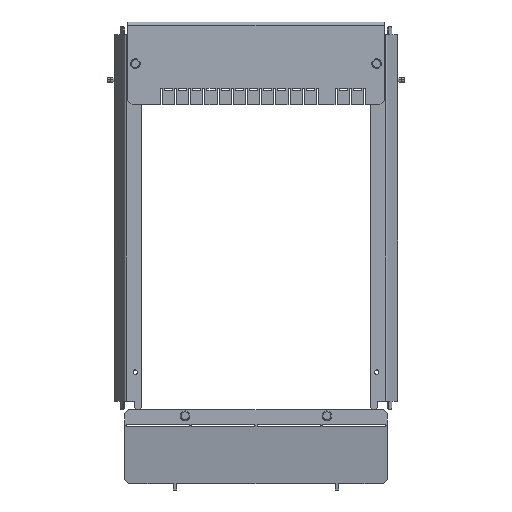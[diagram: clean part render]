
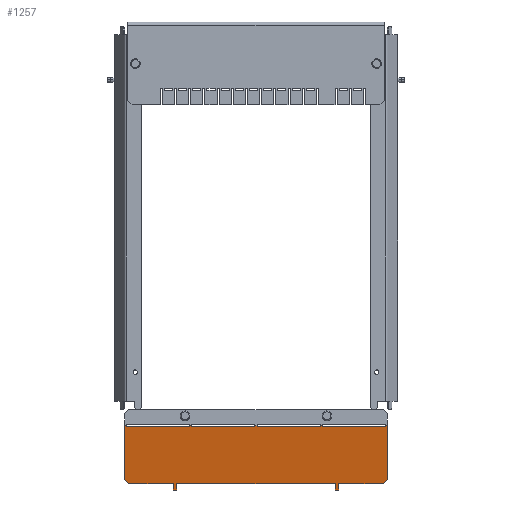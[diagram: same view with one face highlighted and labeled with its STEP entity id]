
A CAD part, top view. The second image highlights one B-rep face of the part: STEP entity #1257.
In plain terms, the highlighted planar face has unit normal (0, -0.174, 0.985).
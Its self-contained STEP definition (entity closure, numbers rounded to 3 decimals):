
#1257=ADVANCED_FACE('',(#2442),#2443,.T.);
#2442=FACE_OUTER_BOUND('',#3612,.T.);
#2443=PLANE('',#3613);
#3612=EDGE_LOOP('',(#6627,#6628,#6629,#6630,#6631,#6632,#6633,#6634,#6635,#6636,#6637,#6638,#6639,#6640,#6641,#6642,#6643,#6644,#6645,#6646,#6647,#6648,#6649,#6650,#6651,#6652,#6653,#6654,#6655,#6656));
#3613=AXIS2_PLACEMENT_3D('',#6657,#6658,#6659);
#6627=ORIENTED_EDGE('',*,*,#8314,.T.);
#6628=ORIENTED_EDGE('',*,*,#8319,.F.);
#6629=ORIENTED_EDGE('',*,*,#8320,.T.);
#6630=ORIENTED_EDGE('',*,*,#8321,.T.);
#6631=ORIENTED_EDGE('',*,*,#8322,.T.);
#6632=ORIENTED_EDGE('',*,*,#8323,.T.);
#6633=ORIENTED_EDGE('',*,*,#8324,.T.);
#6634=ORIENTED_EDGE('',*,*,#8325,.T.);
#6635=ORIENTED_EDGE('',*,*,#8326,.T.);
#6636=ORIENTED_EDGE('',*,*,#8327,.T.);
#6637=ORIENTED_EDGE('',*,*,#8328,.T.);
#6638=ORIENTED_EDGE('',*,*,#8329,.T.);
#6639=ORIENTED_EDGE('',*,*,#8330,.T.);
#6640=ORIENTED_EDGE('',*,*,#8331,.T.);
#6641=ORIENTED_EDGE('',*,*,#8332,.T.);
#6642=ORIENTED_EDGE('',*,*,#8333,.T.);
#6643=ORIENTED_EDGE('',*,*,#8334,.T.);
#6644=ORIENTED_EDGE('',*,*,#8335,.T.);
#6645=ORIENTED_EDGE('',*,*,#8336,.T.);
#6646=ORIENTED_EDGE('',*,*,#8337,.T.);
#6647=ORIENTED_EDGE('',*,*,#8338,.T.);
#6648=ORIENTED_EDGE('',*,*,#8339,.T.);
#6649=ORIENTED_EDGE('',*,*,#8340,.T.);
#6650=ORIENTED_EDGE('',*,*,#8341,.F.);
#6651=ORIENTED_EDGE('',*,*,#8342,.T.);
#6652=ORIENTED_EDGE('',*,*,#8343,.T.);
#6653=ORIENTED_EDGE('',*,*,#8344,.T.);
#6654=ORIENTED_EDGE('',*,*,#8345,.F.);
#6655=ORIENTED_EDGE('',*,*,#8346,.T.);
#6656=ORIENTED_EDGE('',*,*,#8347,.T.);
#6657=CARTESIAN_POINT('',(345.5,39.633,38.451));
#6658=DIRECTION('',(0.0,-0.174,0.985));
#6659=DIRECTION('',(0.0,0.985,0.174));
#8314=EDGE_CURVE('',#10186,#10187,#10188,.T.);
#8319=EDGE_CURVE('',#10195,#10187,#10196,.T.);
#8320=EDGE_CURVE('',#10195,#10197,#10198,.T.);
#8321=EDGE_CURVE('',#10197,#10199,#10200,.T.);
#8322=EDGE_CURVE('',#10199,#10201,#10202,.T.);
#8323=EDGE_CURVE('',#10201,#10203,#10204,.T.);
#8324=EDGE_CURVE('',#10203,#10205,#10206,.T.);
#8325=EDGE_CURVE('',#10205,#10207,#10208,.T.);
#8326=EDGE_CURVE('',#10207,#10209,#10210,.T.);
#8327=EDGE_CURVE('',#10209,#10211,#10212,.T.);
#8328=EDGE_CURVE('',#10211,#10213,#10214,.T.);
#8329=EDGE_CURVE('',#10213,#10215,#10216,.T.);
#8330=EDGE_CURVE('',#10215,#10217,#10218,.T.);
#8331=EDGE_CURVE('',#10217,#10219,#10220,.T.);
#8332=EDGE_CURVE('',#10219,#10221,#10222,.T.);
#8333=EDGE_CURVE('',#10221,#10223,#10224,.T.);
#8334=EDGE_CURVE('',#10223,#10225,#10226,.T.);
#8335=EDGE_CURVE('',#10225,#10227,#10228,.T.);
#8336=EDGE_CURVE('',#10227,#10229,#10230,.T.);
#8337=EDGE_CURVE('',#10229,#10231,#10232,.T.);
#8338=EDGE_CURVE('',#10231,#10233,#10234,.T.);
#8339=EDGE_CURVE('',#10233,#10235,#10236,.T.);
#8340=EDGE_CURVE('',#10235,#10237,#10238,.T.);
#8341=EDGE_CURVE('',#10239,#10237,#10240,.T.);
#8342=EDGE_CURVE('',#10239,#10241,#10242,.T.);
#8343=EDGE_CURVE('',#10241,#10243,#10244,.T.);
#8344=EDGE_CURVE('',#10243,#10245,#10246,.T.);
#8345=EDGE_CURVE('',#10247,#10245,#10248,.T.);
#8346=EDGE_CURVE('',#10247,#10249,#10250,.T.);
#8347=EDGE_CURVE('',#10249,#10186,#10251,.T.);
#10186=VERTEX_POINT('',#12790);
#10187=VERTEX_POINT('',#12791);
#10188=LINE('',#12792,#12793);
#10195=VERTEX_POINT('',#12803);
#10196=LINE('',#12804,#12805);
#10197=VERTEX_POINT('',#12806);
#10198=LINE('',#12807,#12808);
#10199=VERTEX_POINT('',#12809);
#10200=LINE('',#12810,#12811);
#10201=VERTEX_POINT('',#12812);
#10202=LINE('',#12813,#12814);
#10203=VERTEX_POINT('',#12815);
#10204=LINE('',#12816,#12817);
#10205=VERTEX_POINT('',#12818);
#10206=LINE('',#12819,#12820);
#10207=VERTEX_POINT('',#12821);
#10208=LINE('',#12822,#12823);
#10209=VERTEX_POINT('',#12824);
#10210=LINE('',#12825,#12826);
#10211=VERTEX_POINT('',#12827);
#10212=LINE('',#12828,#12829);
#10213=VERTEX_POINT('',#12830);
#10214=LINE('',#12831,#12832);
#10215=VERTEX_POINT('',#12833);
#10216=LINE('',#12834,#12835);
#10217=VERTEX_POINT('',#12836);
#10218=LINE('',#12837,#12838);
#10219=VERTEX_POINT('',#12839);
#10220=LINE('',#12840,#12841);
#10221=VERTEX_POINT('',#12842);
#10222=LINE('',#12843,#12844);
#10223=VERTEX_POINT('',#12845);
#10224=LINE('',#12846,#12847);
#10225=VERTEX_POINT('',#12848);
#10226=LINE('',#12849,#12850);
#10227=VERTEX_POINT('',#12851);
#10228=LINE('',#12852,#12853);
#10229=VERTEX_POINT('',#12854);
#10230=LINE('',#12855,#12856);
#10231=VERTEX_POINT('',#12857);
#10232=LINE('',#12858,#12859);
#10233=VERTEX_POINT('',#12860);
#10234=LINE('',#12861,#12862);
#10235=VERTEX_POINT('',#12863);
#10236=LINE('',#12864,#12865);
#10237=VERTEX_POINT('',#12866);
#10238=LINE('',#12867,#12868);
#10239=VERTEX_POINT('',#12869);
#10240=LINE('',#12870,#12871);
#10241=VERTEX_POINT('',#12872);
#10242=LINE('',#12873,#12874);
#10243=VERTEX_POINT('',#12875);
#10244=LINE('',#12876,#12877);
#10245=VERTEX_POINT('',#12878);
#10246=LINE('',#12879,#12880);
#10247=VERTEX_POINT('',#12881);
#10248=LINE('',#12882,#12883);
#10249=VERTEX_POINT('',#12884);
#10250=LINE('',#12885,#12886);
#10251=LINE('',#12887,#12888);
#12790=CARTESIAN_POINT('',(340.5,7.878,32.852));
#12791=CARTESIAN_POINT('',(345.5,12.802,33.72));
#12792=CARTESIAN_POINT('',(350.543,17.769,34.596));
#12793=VECTOR('',#14472,1.0);
#12803=CARTESIAN_POINT('',(345.5,79.267,45.439));
#12804=CARTESIAN_POINT('',(345.5,79.267,45.439));
#12805=VECTOR('',#14476,1.0);
#12806=CARTESIAN_POINT('',(343.0,79.267,45.439));
#12807=CARTESIAN_POINT('',(345.5,79.267,45.439));
#12808=VECTOR('',#14477,1.0);
#12809=CARTESIAN_POINT('',(343.0,78.292,45.267));
#12810=CARTESIAN_POINT('',(343.0,59.581,41.968));
#12811=VECTOR('',#14478,1.0);
#12812=CARTESIAN_POINT('',(265.12,78.292,45.267));
#12813=CARTESIAN_POINT('',(344.25,78.292,45.267));
#12814=VECTOR('',#14479,1.0);
#12815=CARTESIAN_POINT('',(265.12,79.267,45.439));
#12816=CARTESIAN_POINT('',(265.12,59.581,41.968));
#12817=VECTOR('',#14480,1.0);
#12818=CARTESIAN_POINT('',(262.62,79.267,45.439));
#12819=CARTESIAN_POINT('',(345.5,79.267,45.439));
#12820=VECTOR('',#14481,1.0);
#12821=CARTESIAN_POINT('',(262.62,78.292,45.267));
#12822=CARTESIAN_POINT('',(262.62,59.581,41.968));
#12823=VECTOR('',#14482,1.0);
#12824=CARTESIAN_POINT('',(184.74,78.292,45.267));
#12825=CARTESIAN_POINT('',(304.06,78.292,45.267));
#12826=VECTOR('',#14483,1.0);
#12827=CARTESIAN_POINT('',(184.74,79.267,45.439));
#12828=CARTESIAN_POINT('',(184.74,59.581,41.968));
#12829=VECTOR('',#14484,1.0);
#12830=CARTESIAN_POINT('',(182.24,79.267,45.439));
#12831=CARTESIAN_POINT('',(345.5,79.267,45.439));
#12832=VECTOR('',#14485,1.0);
#12833=CARTESIAN_POINT('',(182.24,78.292,45.267));
#12834=CARTESIAN_POINT('',(182.24,59.581,41.968));
#12835=VECTOR('',#14486,1.0);
#12836=CARTESIAN_POINT('',(104.36,78.292,45.267));
#12837=CARTESIAN_POINT('',(263.87,78.292,45.267));
#12838=VECTOR('',#14487,1.0);
#12839=CARTESIAN_POINT('',(104.36,79.267,45.439));
#12840=CARTESIAN_POINT('',(104.36,59.581,41.968));
#12841=VECTOR('',#14488,1.0);
#12842=CARTESIAN_POINT('',(101.86,79.267,45.439));
#12843=CARTESIAN_POINT('',(345.5,79.267,45.439));
#12844=VECTOR('',#14489,1.0);
#12845=CARTESIAN_POINT('',(101.86,78.292,45.267));
#12846=CARTESIAN_POINT('',(101.86,59.581,41.968));
#12847=VECTOR('',#14490,1.0);
#12848=CARTESIAN_POINT('',(23.98,78.292,45.267));
#12849=CARTESIAN_POINT('',(223.68,78.292,45.267));
#12850=VECTOR('',#14491,1.0);
#12851=CARTESIAN_POINT('',(23.98,79.267,45.439));
#12852=CARTESIAN_POINT('',(23.98,59.581,41.968));
#12853=VECTOR('',#14492,1.0);
#12854=CARTESIAN_POINT('',(21.5,79.267,45.439));
#12855=CARTESIAN_POINT('',(345.5,79.267,45.439));
#12856=VECTOR('',#14493,1.0);
#12857=CARTESIAN_POINT('',(21.5,12.802,33.72));
#12858=CARTESIAN_POINT('',(21.5,79.267,45.439));
#12859=VECTOR('',#14494,1.0);
#12860=CARTESIAN_POINT('',(26.5,7.878,32.852));
#12861=CARTESIAN_POINT('',(97.457,-62.,20.53));
#12862=VECTOR('',#14495,1.0);
#12863=CARTESIAN_POINT('',(81.5,7.878,32.852));
#12864=CARTESIAN_POINT('',(184.75,7.878,32.852));
#12865=VECTOR('',#14496,1.0);
#12866=CARTESIAN_POINT('',(81.5,0.0,31.462));
#12867=CARTESIAN_POINT('',(81.5,21.294,35.217));
#12868=VECTOR('',#14497,1.0);
#12869=CARTESIAN_POINT('',(85.5,0.0,31.462));
#12870=CARTESIAN_POINT('',(345.5,0.0,31.462));
#12871=VECTOR('',#14498,1.0);
#12872=CARTESIAN_POINT('',(85.5,7.878,32.852));
#12873=CARTESIAN_POINT('',(85.5,21.294,35.217));
#12874=VECTOR('',#14499,1.0);
#12875=CARTESIAN_POINT('',(281.5,7.878,32.852));
#12876=CARTESIAN_POINT('',(264.5,7.878,32.852));
#12877=VECTOR('',#14500,1.0);
#12878=CARTESIAN_POINT('',(281.5,0.0,31.462));
#12879=CARTESIAN_POINT('',(281.5,21.294,35.217));
#12880=VECTOR('',#14501,1.0);
#12881=CARTESIAN_POINT('',(285.5,0.0,31.462));
#12882=CARTESIAN_POINT('',(345.5,0.0,31.462));
#12883=VECTOR('',#14502,1.0);
#12884=CARTESIAN_POINT('',(285.5,7.878,32.852));
#12885=CARTESIAN_POINT('',(285.5,21.294,35.217));
#12886=VECTOR('',#14503,1.0);
#12887=CARTESIAN_POINT('',(344.25,7.878,32.852));
#12888=VECTOR('',#14504,1.0);
#14472=DIRECTION('',(0.707,0.696,0.123));
#14476=DIRECTION('',(0.0,-0.985,-0.174));
#14477=DIRECTION('',(-1.0,0.0,0.0));
#14478=DIRECTION('',(-0.0,-0.985,-0.174));
#14479=DIRECTION('',(-1.0,-0.0,0.0));
#14480=DIRECTION('',(0.0,0.985,0.174));
#14481=DIRECTION('',(-1.0,0.0,0.0));
#14482=DIRECTION('',(-0.0,-0.985,-0.174));
#14483=DIRECTION('',(-1.0,-0.0,0.0));
#14484=DIRECTION('',(0.0,0.985,0.174));
#14485=DIRECTION('',(-1.0,0.0,0.0));
#14486=DIRECTION('',(-0.0,-0.985,-0.174));
#14487=DIRECTION('',(-1.0,-0.0,0.0));
#14488=DIRECTION('',(0.0,0.985,0.174));
#14489=DIRECTION('',(-1.0,0.0,0.0));
#14490=DIRECTION('',(-0.0,-0.985,-0.174));
#14491=DIRECTION('',(-1.0,-0.0,0.0));
#14492=DIRECTION('',(0.0,0.985,0.174));
#14493=DIRECTION('',(-1.0,0.0,0.0));
#14494=DIRECTION('',(0.0,-0.985,-0.174));
#14495=DIRECTION('',(0.707,-0.696,-0.123));
#14496=DIRECTION('',(1.0,0.0,0.0));
#14497=DIRECTION('',(-0.0,-0.985,-0.174));
#14498=DIRECTION('',(-1.0,0.0,0.0));
#14499=DIRECTION('',(-0.0,0.985,0.174));
#14500=DIRECTION('',(1.0,0.0,0.0));
#14501=DIRECTION('',(-0.0,-0.985,-0.174));
#14502=DIRECTION('',(-1.0,0.0,0.0));
#14503=DIRECTION('',(-0.0,0.985,0.174));
#14504=DIRECTION('',(1.0,0.0,0.0));
